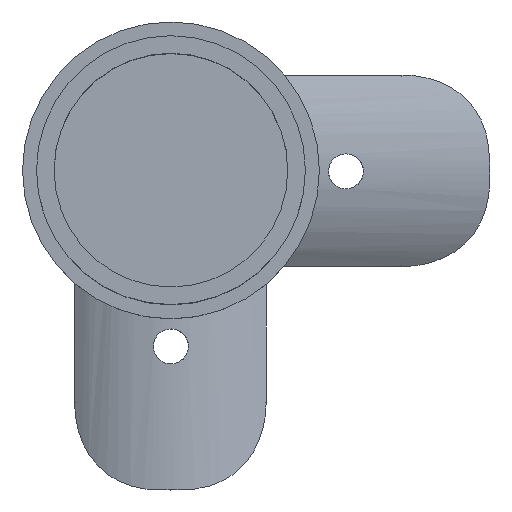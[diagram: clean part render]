
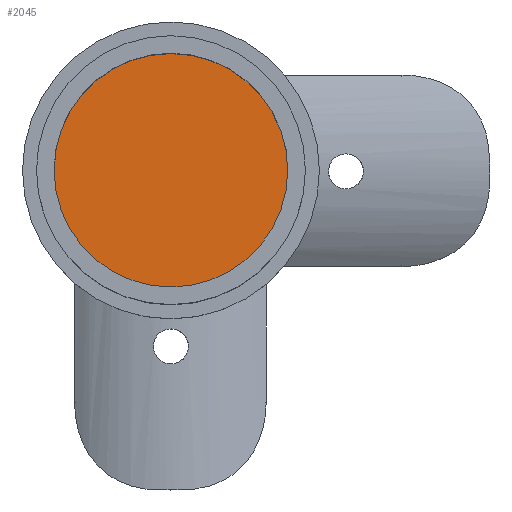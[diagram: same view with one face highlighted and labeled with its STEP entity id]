
A CAD part, top view. The second image highlights one B-rep face of the part: STEP entity #2045.
In plain terms, the highlighted planar face has unit normal (0, 0, 1).
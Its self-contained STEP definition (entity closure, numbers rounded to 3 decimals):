
#6 = DIRECTION ( 'NONE',  ( -1., 0., 0. ) ) ;
#597 = CARTESIAN_POINT ( 'NONE',  ( -16.689, 0., 14.922 ) ) ;
#627 = CIRCLE ( 'NONE', #2115, 16.689 ) ;
#796 = AXIS2_PLACEMENT_3D ( 'NONE', #2157, #842, #6 ) ;
#798 = ORIENTED_EDGE ( 'NONE', *, *, #2153, .F. ) ;
#842 = DIRECTION ( 'NONE',  ( 0., 0., -1. ) ) ;
#969 = FACE_OUTER_BOUND ( 'NONE', #2010, .T. ) ;
#1021 = DIRECTION ( 'NONE',  ( 0., 0., -1. ) ) ;
#1071 = CIRCLE ( 'NONE', #796, 16.689 ) ;
#1091 = VERTEX_POINT ( 'NONE', #597 ) ;
#1097 = PLANE ( 'NONE',  #1274 ) ;
#1233 = CARTESIAN_POINT ( 'NONE',  ( 16.689, 0., 14.922 ) ) ;
#1274 = AXIS2_PLACEMENT_3D ( 'NONE', #1916, #2126, #2104 ) ;
#1359 = EDGE_CURVE ( 'NONE', #1864, #1091, #627, .T. ) ;
#1376 = CARTESIAN_POINT ( 'NONE',  ( 0., 0., 14.922 ) ) ;
#1484 = ORIENTED_EDGE ( 'NONE', *, *, #1359, .F. ) ;
#1864 = VERTEX_POINT ( 'NONE', #1233 ) ;
#1916 = CARTESIAN_POINT ( 'NONE',  ( -6., 0., 14.922 ) ) ;
#1988 = DIRECTION ( 'NONE',  ( -1., 0., 0. ) ) ;
#2010 = EDGE_LOOP ( 'NONE', ( #798, #1484 ) ) ;
#2045 = ADVANCED_FACE ( 'NONE', ( #969 ), #1097, .T. ) ;
#2104 = DIRECTION ( 'NONE',  ( 1., 0., 0. ) ) ;
#2115 = AXIS2_PLACEMENT_3D ( 'NONE', #1376, #1021, #1988 ) ;
#2126 = DIRECTION ( 'NONE',  ( 0., 0., 1. ) ) ;
#2153 = EDGE_CURVE ( 'NONE', #1091, #1864, #1071, .T. ) ;
#2157 = CARTESIAN_POINT ( 'NONE',  ( 0., 0., 14.922 ) ) ;
